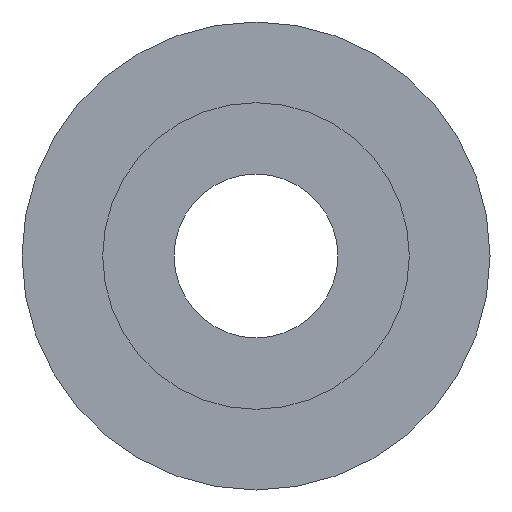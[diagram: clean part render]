
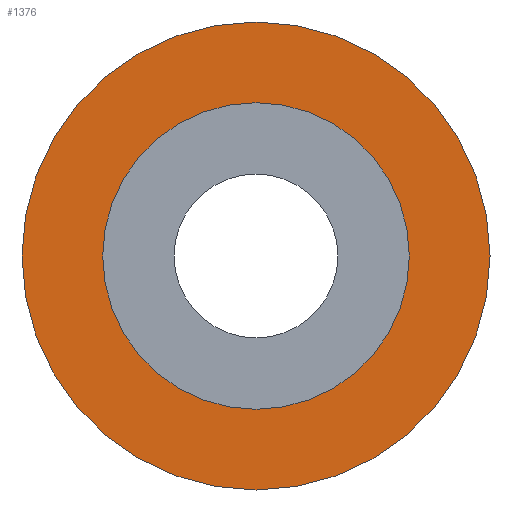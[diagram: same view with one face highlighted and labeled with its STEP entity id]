
A CAD part, left-side view. The second image highlights one B-rep face of the part: STEP entity #1376.
In plain terms, the highlighted planar face has unit normal (-1, 0, 0).
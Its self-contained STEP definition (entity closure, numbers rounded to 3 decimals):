
#224 = DIRECTION ( 'NONE',  ( 0., 0., 1. ) ) ;
#269 = DIRECTION ( 'NONE',  ( -1., 0., 0. ) ) ;
#1317 = CARTESIAN_POINT ( 'NONE',  ( 0., 20., 0. ) ) ;
#1376 = ADVANCED_FACE ( 'NONE', ( #2975, #10111 ), #3967, .T. ) ;
#1634 = EDGE_LOOP ( 'NONE', ( #6376 ) ) ;
#2043 = DIRECTION ( 'NONE',  ( 0., 0., -1. ) ) ;
#2870 = DIRECTION ( 'NONE',  ( 1., 0., 0. ) ) ;
#2954 = CARTESIAN_POINT ( 'NONE',  ( 0., 0., 0. ) ) ;
#2975 = FACE_BOUND ( 'NONE', #1634, .T. ) ;
#3201 = CARTESIAN_POINT ( 'NONE',  ( 0., 0., -20. ) ) ;
#3253 = CARTESIAN_POINT ( 'NONE',  ( 0., 0., 0. ) ) ;
#3374 = EDGE_CURVE ( 'NONE', #3659, #3659, #10978, .T. ) ;
#3659 = VERTEX_POINT ( 'NONE', #8858 ) ;
#3967 = PLANE ( 'NONE',  #7948 ) ;
#4594 = CIRCLE ( 'NONE', #9048, 20. ) ;
#4749 = EDGE_LOOP ( 'NONE', ( #8757 ) ) ;
#6343 = VERTEX_POINT ( 'NONE', #3201 ) ;
#6376 = ORIENTED_EDGE ( 'NONE', *, *, #3374, .F. ) ;
#7154 = AXIS2_PLACEMENT_3D ( 'NONE', #3253, #10836, #7195 ) ;
#7195 = DIRECTION ( 'NONE',  ( 0., 0., 1. ) ) ;
#7825 = EDGE_CURVE ( 'NONE', #6343, #6343, #4594, .T. ) ;
#7948 = AXIS2_PLACEMENT_3D ( 'NONE', #1317, #269, #224 ) ;
#8757 = ORIENTED_EDGE ( 'NONE', *, *, #7825, .F. ) ;
#8858 = CARTESIAN_POINT ( 'NONE',  ( 0., 0., 13.1 ) ) ;
#9048 = AXIS2_PLACEMENT_3D ( 'NONE', #2954, #2870, #2043 ) ;
#10111 = FACE_OUTER_BOUND ( 'NONE', #4749, .T. ) ;
#10836 = DIRECTION ( 'NONE',  ( -1., 0., 0. ) ) ;
#10978 = CIRCLE ( 'NONE', #7154, 13.1 ) ;
